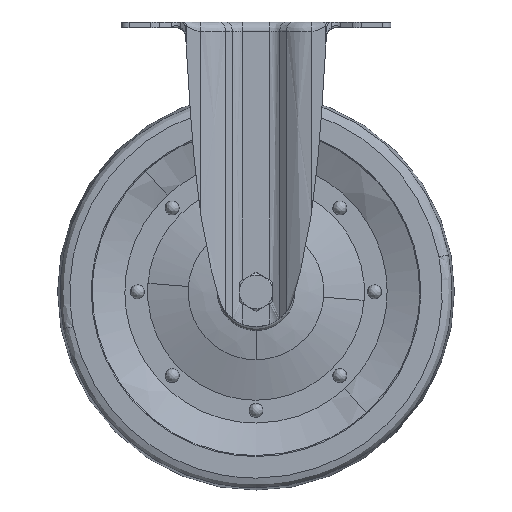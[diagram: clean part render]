
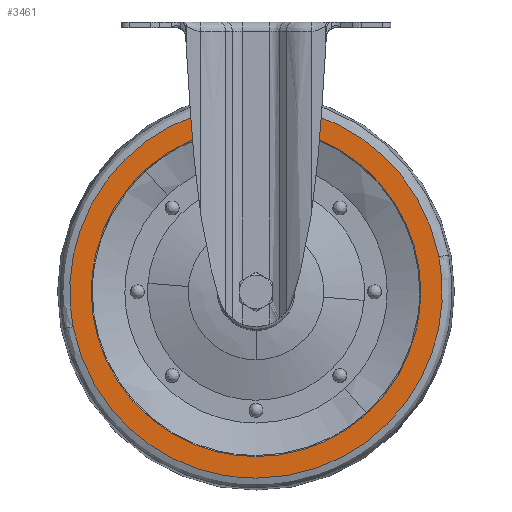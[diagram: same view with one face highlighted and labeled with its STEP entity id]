
A CAD part, front view. The second image highlights one B-rep face of the part: STEP entity #3461.
In plain terms, the highlighted free-form (B-spline) face has degree [1, 1] with [2, 2] control points.
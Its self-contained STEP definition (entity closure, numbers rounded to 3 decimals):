
#3257=CARTESIAN_POINT('',(-92.226,-16.0,-153.593));
#3258=VERTEX_POINT('',#3257);
#3259=CARTESIAN_POINT('',(0.0,-16.0,-229.889));
#3260=VERTEX_POINT('',#3259);
#3261=CARTESIAN_POINT('',(-92.226,-16.,-153.593));
#3262=CARTESIAN_POINT('',(-77.672,-16.,-229.889));
#3263=CARTESIAN_POINT('',(0.0,-16.0,-229.889));
#3271=(BOUNDED_CURVE()B_SPLINE_CURVE(2,(#3261,#3262,#3263),.UNSPECIFIED.,.F.,.U.)B_SPLINE_CURVE_WITH_KNOTS((3,3),(0.782,1.0),.UNSPECIFIED.)CURVE()GEOMETRIC_REPRESENTATION_ITEM()RATIONAL_B_SPLINE_CURVE((0.934,0.745,1.0))REPRESENTATION_ITEM(''));
#3272=EDGE_CURVE('',#3258,#3260,#3271,.T.);
#3289=CARTESIAN_POINT('',(92.226,-16.0,-118.407));
#3290=VERTEX_POINT('',#3289);
#3304=CARTESIAN_POINT('',(0.0,-16.0,-229.889));
#3305=CARTESIAN_POINT('',(93.889,-16.0,-229.889));
#3306=CARTESIAN_POINT('',(93.889,-16.0,-136.));
#3307=CARTESIAN_POINT('',(93.889,-16.,-127.125));
#3308=CARTESIAN_POINT('',(92.226,-16.,-118.407));
#3316=(BOUNDED_CURVE()B_SPLINE_CURVE(2,(#3304,#3305,#3306,#3307,#3308),.UNSPECIFIED.,.F.,.U.)B_SPLINE_CURVE_WITH_KNOTS((3,2,3),(0.0,0.25,0.282),.UNSPECIFIED.)CURVE()GEOMETRIC_REPRESENTATION_ITEM()RATIONAL_B_SPLINE_CURVE((1.0,0.707,1.0,0.962,0.934))REPRESENTATION_ITEM(''));
#3317=EDGE_CURVE('',#3260,#3290,#3316,.T.);
#3351=CARTESIAN_POINT('',(0.0,-16.0,-42.111));
#3352=VERTEX_POINT('',#3351);
#3353=CARTESIAN_POINT('',(0.0,-16.0,-42.111));
#3354=CARTESIAN_POINT('',(-93.889,-16.0,-42.111));
#3355=CARTESIAN_POINT('',(-93.889,-16.0,-136.));
#3356=CARTESIAN_POINT('',(-93.889,-16.,-144.875));
#3357=CARTESIAN_POINT('',(-92.226,-16.,-153.593));
#3365=(BOUNDED_CURVE()B_SPLINE_CURVE(2,(#3353,#3354,#3355,#3356,#3357),.UNSPECIFIED.,.F.,.U.)B_SPLINE_CURVE_WITH_KNOTS((3,2,3),(0.5,0.75,0.782),.UNSPECIFIED.)CURVE()GEOMETRIC_REPRESENTATION_ITEM()RATIONAL_B_SPLINE_CURVE((1.0,0.707,1.0,0.962,0.934))REPRESENTATION_ITEM(''));
#3366=EDGE_CURVE('',#3352,#3258,#3365,.T.);
#3368=CARTESIAN_POINT('',(92.226,-16.,-118.407));
#3369=CARTESIAN_POINT('',(77.672,-16.,-42.111));
#3370=CARTESIAN_POINT('',(0.0,-16.0,-42.111));
#3378=(BOUNDED_CURVE()B_SPLINE_CURVE(2,(#3368,#3369,#3370),.UNSPECIFIED.,.F.,.U.)B_SPLINE_CURVE_WITH_KNOTS((3,3),(0.282,0.5),.UNSPECIFIED.)CURVE()GEOMETRIC_REPRESENTATION_ITEM()RATIONAL_B_SPLINE_CURVE((0.934,0.745,1.0))REPRESENTATION_ITEM(''));
#3379=EDGE_CURVE('',#3290,#3352,#3378,.T.);
#3388=CARTESIAN_POINT('',(-103.26,-16.0,-239.268));
#3389=CARTESIAN_POINT('',(-103.26,-16.0,-32.732));
#3390=CARTESIAN_POINT('',(103.26,-16.0,-239.268));
#3391=CARTESIAN_POINT('',(103.26,-16.0,-32.732));
#3392=B_SPLINE_SURFACE_WITH_KNOTS('',1,1,((#3388,#3390),(#3389,#3391)),.UNSPECIFIED.,.F.,.F.,.U.,(2,2),(2,2),(0.0,206.537),(0.0,206.52),.UNSPECIFIED.);
#3393=ORIENTED_EDGE('',*,*,#3317,.T.);
#3394=ORIENTED_EDGE('',*,*,#3379,.T.);
#3395=ORIENTED_EDGE('',*,*,#3366,.T.);
#3396=ORIENTED_EDGE('',*,*,#3272,.T.);
#3397=EDGE_LOOP('',(#3393,#3394,#3395,#3396));
#3398=FACE_OUTER_BOUND('',#3397,.T.);
#3399=CARTESIAN_POINT('',(0.0,-16.0,-53.));
#3400=VERTEX_POINT('',#3399);
#3401=CARTESIAN_POINT('',(-83.,-16.0,-136.0));
#3402=VERTEX_POINT('',#3401);
#3403=CARTESIAN_POINT('',(0.0,-16.0,-53.));
#3404=CARTESIAN_POINT('',(-83.,-16.0,-53.));
#3405=CARTESIAN_POINT('',(-83.,-16.0,-136.0));
#3413=(BOUNDED_CURVE()B_SPLINE_CURVE(2,(#3403,#3404,#3405),.UNSPECIFIED.,.F.,.U.)B_SPLINE_CURVE_WITH_KNOTS((3,3),(0.5,0.75),.UNSPECIFIED.)CURVE()GEOMETRIC_REPRESENTATION_ITEM()RATIONAL_B_SPLINE_CURVE((1.0,0.707,1.0))REPRESENTATION_ITEM(''));
#3414=EDGE_CURVE('',#3400,#3402,#3413,.T.);
#3415=ORIENTED_EDGE('',*,*,#3414,.F.);
#3416=CARTESIAN_POINT('',(83.,-16.0,-136.0));
#3417=VERTEX_POINT('',#3416);
#3418=CARTESIAN_POINT('',(83.,-16.0,-136.0));
#3419=CARTESIAN_POINT('',(83.,-16.0,-53.));
#3420=CARTESIAN_POINT('',(0.0,-16.0,-53.));
#3428=(BOUNDED_CURVE()B_SPLINE_CURVE(2,(#3418,#3419,#3420),.UNSPECIFIED.,.F.,.U.)B_SPLINE_CURVE_WITH_KNOTS((3,3),(0.25,0.5),.UNSPECIFIED.)CURVE()GEOMETRIC_REPRESENTATION_ITEM()RATIONAL_B_SPLINE_CURVE((1.0,0.707,1.0))REPRESENTATION_ITEM(''));
#3429=EDGE_CURVE('',#3417,#3400,#3428,.T.);
#3430=ORIENTED_EDGE('',*,*,#3429,.F.);
#3431=CARTESIAN_POINT('',(0.0,-16.0,-219.0));
#3432=VERTEX_POINT('',#3431);
#3433=CARTESIAN_POINT('',(0.0,-16.0,-219.0));
#3434=CARTESIAN_POINT('',(83.,-16.0,-219.));
#3435=CARTESIAN_POINT('',(83.,-16.0,-136.0));
#3443=(BOUNDED_CURVE()B_SPLINE_CURVE(2,(#3433,#3434,#3435),.UNSPECIFIED.,.F.,.U.)B_SPLINE_CURVE_WITH_KNOTS((3,3),(0.0,0.25),.UNSPECIFIED.)CURVE()GEOMETRIC_REPRESENTATION_ITEM()RATIONAL_B_SPLINE_CURVE((1.0,0.707,1.0))REPRESENTATION_ITEM(''));
#3444=EDGE_CURVE('',#3432,#3417,#3443,.T.);
#3445=ORIENTED_EDGE('',*,*,#3444,.F.);
#3446=CARTESIAN_POINT('',(-83.,-16.0,-136.0));
#3447=CARTESIAN_POINT('',(-83.,-16.0,-219.));
#3448=CARTESIAN_POINT('',(0.0,-16.0,-219.0));
#3456=(BOUNDED_CURVE()B_SPLINE_CURVE(2,(#3446,#3447,#3448),.UNSPECIFIED.,.F.,.U.)B_SPLINE_CURVE_WITH_KNOTS((3,3),(0.75,1.0),.UNSPECIFIED.)CURVE()GEOMETRIC_REPRESENTATION_ITEM()RATIONAL_B_SPLINE_CURVE((1.0,0.707,1.0))REPRESENTATION_ITEM(''));
#3457=EDGE_CURVE('',#3402,#3432,#3456,.T.);
#3458=ORIENTED_EDGE('',*,*,#3457,.F.);
#3459=EDGE_LOOP('',(#3415,#3430,#3445,#3458));
#3460=FACE_BOUND('',#3459,.T.);
#3461=ADVANCED_FACE('',(#3398,#3460),#3392,.F.);
